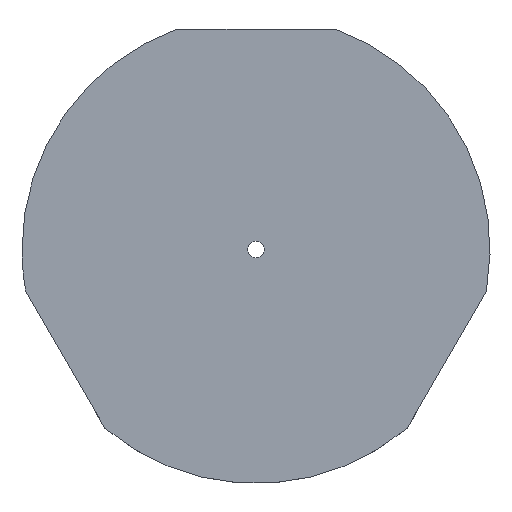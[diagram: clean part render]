
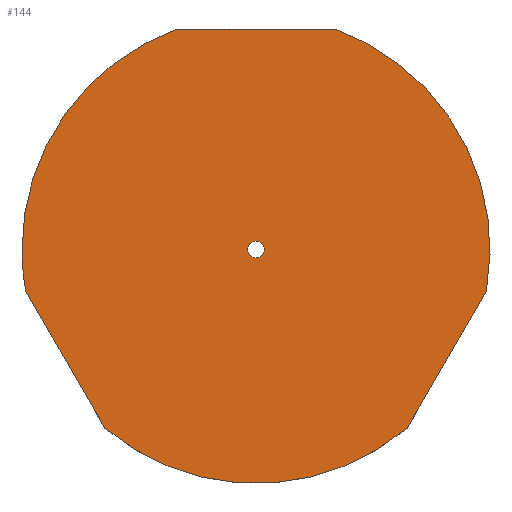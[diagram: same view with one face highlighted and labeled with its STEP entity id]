
A CAD part, top view. The second image highlights one B-rep face of the part: STEP entity #144.
In plain terms, the highlighted planar face has unit normal (0, 0, 1).
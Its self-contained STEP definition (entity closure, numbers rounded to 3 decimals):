
#2 = EDGE_CURVE ( 'NONE', #336, #239, #282, .T. ) ;
#8 = EDGE_CURVE ( 'NONE', #222, #260, #300, .T. ) ;
#10 = CARTESIAN_POINT ( 'NONE',  ( -85., 0., 12. ) ) ;
#12 = EDGE_CURVE ( 'NONE', #217, #239, #91, .T. ) ;
#13 = EDGE_CURVE ( 'NONE', #217, #250, #193, .T. ) ;
#15 = DIRECTION ( 'NONE',  ( 0., 0., 1. ) ) ;
#18 = AXIS2_PLACEMENT_3D ( 'NONE', #39, #98, #112 ) ;
#22 = CARTESIAN_POINT ( 'NONE',  ( -83.643, -15.125, 12. ) ) ;
#27 = EDGE_CURVE ( 'NONE', #377, #265, #173, .T. ) ;
#30 = CARTESIAN_POINT ( 'NONE',  ( 0., 0., 12. ) ) ;
#36 = CARTESIAN_POINT ( 'NONE',  ( 0., 0., 12. ) ) ;
#39 = CARTESIAN_POINT ( 'NONE',  ( 0., 0., 12. ) ) ;
#48 = CARTESIAN_POINT ( 'NONE',  ( -54.921, -64.875, 12. ) ) ;
#56 = DIRECTION ( 'NONE',  ( 1., 0., 0. ) ) ;
#57 = EDGE_CURVE ( 'NONE', #336, #162, #203, .T. ) ;
#58 = CARTESIAN_POINT ( 'NONE',  ( 0., 0., 12. ) ) ;
#59 = PLANE ( 'NONE',  #309 ) ;
#60 = EDGE_CURVE ( 'NONE', #265, #377, #104, .T. ) ;
#65 = CARTESIAN_POINT ( 'NONE',  ( -3., 0., 12. ) ) ;
#66 = FACE_BOUND ( 'NONE', #225, .T. ) ;
#78 = FACE_OUTER_BOUND ( 'NONE', #204, .T. ) ;
#81 = CARTESIAN_POINT ( 'NONE',  ( 0., 0., 12. ) ) ;
#82 = CARTESIAN_POINT ( 'NONE',  ( 28.723, 80., 12. ) ) ;
#85 = DIRECTION ( 'NONE',  ( 0., 0., 1. ) ) ;
#86 = DIRECTION ( 'NONE',  ( -0.5, 0.866, 0. ) ) ;
#91 = LINE ( 'NONE', #210, #296 ) ;
#98 = DIRECTION ( 'NONE',  ( 0., 0., 1. ) ) ;
#99 = CARTESIAN_POINT ( 'NONE',  ( 0., 0., 12. ) ) ;
#101 = CARTESIAN_POINT ( 'NONE',  ( 54.921, -64.875, 12. ) ) ;
#104 = CIRCLE ( 'NONE', #18, 3. ) ;
#105 = CARTESIAN_POINT ( 'NONE',  ( 83.643, -15.125, 12. ) ) ;
#108 = DIRECTION ( 'NONE',  ( 1., 0., 0. ) ) ;
#112 = DIRECTION ( 'NONE',  ( 1., 0., 0. ) ) ;
#134 = CIRCLE ( 'NONE', #307, 85. ) ;
#139 = CIRCLE ( 'NONE', #277, 85. ) ;
#144 = ADVANCED_FACE ( 'NONE', ( #78, #66 ), #59, .T. ) ;
#162 = VERTEX_POINT ( 'NONE', #101 ) ;
#163 = ORIENTED_EDGE ( 'NONE', *, *, #60, .F. ) ;
#173 = CIRCLE ( 'NONE', #344, 3. ) ;
#177 = ORIENTED_EDGE ( 'NONE', *, *, #375, .T. ) ;
#178 = CARTESIAN_POINT ( 'NONE',  ( -54.921, -64.875, 12. ) ) ;
#187 = ORIENTED_EDGE ( 'NONE', *, *, #12, .F. ) ;
#193 = CIRCLE ( 'NONE', #348, 85. ) ;
#196 = DIRECTION ( 'NONE',  ( 1., 0., 0. ) ) ;
#202 = VECTOR ( 'NONE', #86, 1000. ) ;
#203 = LINE ( 'NONE', #337, #291 ) ;
#204 = EDGE_LOOP ( 'NONE', ( #205, #231, #334, #255, #187, #320, #177 ) ) ;
#205 = ORIENTED_EDGE ( 'NONE', *, *, #8, .F. ) ;
#210 = CARTESIAN_POINT ( 'NONE',  ( -28.723, 80., 12. ) ) ;
#217 = VERTEX_POINT ( 'NONE', #357 ) ;
#222 = VERTEX_POINT ( 'NONE', #178 ) ;
#225 = EDGE_LOOP ( 'NONE', ( #163, #248 ) ) ;
#230 = DIRECTION ( 'NONE',  ( 0., 0., 1. ) ) ;
#231 = ORIENTED_EDGE ( 'NONE', *, *, #354, .T. ) ;
#236 = DIRECTION ( 'NONE',  ( -0.5, -0.866, 0. ) ) ;
#239 = VERTEX_POINT ( 'NONE', #82 ) ;
#248 = ORIENTED_EDGE ( 'NONE', *, *, #27, .F. ) ;
#250 = VERTEX_POINT ( 'NONE', #10 ) ;
#255 = ORIENTED_EDGE ( 'NONE', *, *, #2, .T. ) ;
#260 = VERTEX_POINT ( 'NONE', #22 ) ;
#263 = DIRECTION ( 'NONE',  ( 1., 0., 0. ) ) ;
#265 = VERTEX_POINT ( 'NONE', #65 ) ;
#274 = DIRECTION ( 'NONE',  ( 1., 0., 0. ) ) ;
#277 = AXIS2_PLACEMENT_3D ( 'NONE', #30, #350, #359 ) ;
#282 = CIRCLE ( 'NONE', #365, 85. ) ;
#291 = VECTOR ( 'NONE', #236, 1000. ) ;
#296 = VECTOR ( 'NONE', #56, 1000. ) ;
#300 = LINE ( 'NONE', #48, #202 ) ;
#305 = CARTESIAN_POINT ( 'NONE',  ( 3., 0., 12. ) ) ;
#307 = AXIS2_PLACEMENT_3D ( 'NONE', #81, #15, #376 ) ;
#309 = AXIS2_PLACEMENT_3D ( 'NONE', #58, #368, #263 ) ;
#315 = CARTESIAN_POINT ( 'NONE',  ( 0., 0., 12. ) ) ;
#320 = ORIENTED_EDGE ( 'NONE', *, *, #13, .T. ) ;
#326 = DIRECTION ( 'NONE',  ( 0., 0., 1. ) ) ;
#334 = ORIENTED_EDGE ( 'NONE', *, *, #57, .F. ) ;
#336 = VERTEX_POINT ( 'NONE', #105 ) ;
#337 = CARTESIAN_POINT ( 'NONE',  ( 83.643, -15.125, 12. ) ) ;
#344 = AXIS2_PLACEMENT_3D ( 'NONE', #99, #230, #274 ) ;
#348 = AXIS2_PLACEMENT_3D ( 'NONE', #36, #326, #196 ) ;
#350 = DIRECTION ( 'NONE',  ( 0., 0., 1. ) ) ;
#354 = EDGE_CURVE ( 'NONE', #222, #162, #134, .T. ) ;
#357 = CARTESIAN_POINT ( 'NONE',  ( -28.723, 80., 12. ) ) ;
#359 = DIRECTION ( 'NONE',  ( 1., 0., 0. ) ) ;
#365 = AXIS2_PLACEMENT_3D ( 'NONE', #315, #85, #108 ) ;
#368 = DIRECTION ( 'NONE',  ( 0., 0., 1. ) ) ;
#375 = EDGE_CURVE ( 'NONE', #250, #260, #139, .T. ) ;
#376 = DIRECTION ( 'NONE',  ( 1., 0., 0. ) ) ;
#377 = VERTEX_POINT ( 'NONE', #305 ) ;
